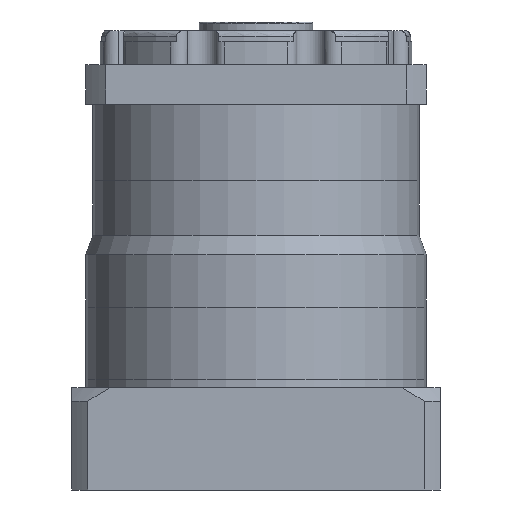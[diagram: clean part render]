
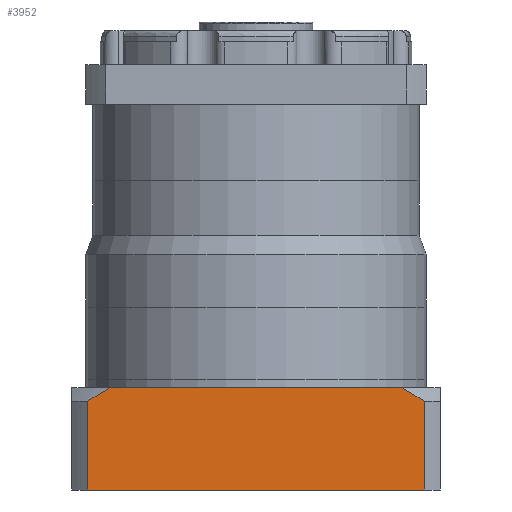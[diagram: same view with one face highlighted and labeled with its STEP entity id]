
A CAD part, front view. The second image highlights one B-rep face of the part: STEP entity #3952.
In plain terms, the highlighted planar face has unit normal (0, -1, 0).
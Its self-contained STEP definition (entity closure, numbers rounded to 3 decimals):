
#685 = EDGE_LOOP ( 'NONE', ( #6428, #11352, #9548, #8029, #5501, #5509 ) ) ;
#733 = B_SPLINE_CURVE_WITH_KNOTS ( 'NONE', 3,
 ( #9952, #4512, #5431, #11741 ),
 .UNSPECIFIED., .F., .F.,
 ( 4, 4 ),
 ( 0., 0.009 ),
 .UNSPECIFIED. ) ;
#848 = VECTOR ( 'NONE', #9680, 1000. ) ;
#917 = EDGE_CURVE ( 'NONE', #8665, #9451, #3350, .T. ) ;
#1028 = LINE ( 'NONE', #7690, #3240 ) ;
#1498 = DIRECTION ( 'NONE',  ( 0., 0., 1. ) ) ;
#1887 = CARTESIAN_POINT ( 'NONE',  ( 59.321, -65., -36. ) ) ;
#2057 = CARTESIAN_POINT ( 'NONE',  ( 59.321, -65., -4.663 ) ) ;
#2092 = EDGE_CURVE ( 'NONE', #4733, #5241, #1028, .T. ) ;
#2108 = CARTESIAN_POINT ( 'NONE',  ( -59.321, -65., -36. ) ) ;
#2297 = FACE_OUTER_BOUND ( 'NONE', #685, .T. ) ;
#2301 = EDGE_CURVE ( 'NONE', #8665, #4733, #10070, .T. ) ;
#2406 = CARTESIAN_POINT ( 'NONE',  ( -51.614, -65., 0. ) ) ;
#2443 = AXIS2_PLACEMENT_3D ( 'NONE', #4957, #11119, #11143 ) ;
#2462 = CARTESIAN_POINT ( 'NONE',  ( 59.321, -65., -36. ) ) ;
#2964 = CARTESIAN_POINT ( 'NONE',  ( 56.779, -65., -3.064 ) ) ;
#3240 = VECTOR ( 'NONE', #1498, 1000. ) ;
#3350 = LINE ( 'NONE', #8906, #848 ) ;
#3614 = LINE ( 'NONE', #5664, #8199 ) ;
#3952 = ADVANCED_FACE ( 'NONE', ( #2297 ), #10798, .F. ) ;
#4092 = CARTESIAN_POINT ( 'NONE',  ( 51.614, -65., 0. ) ) ;
#4512 = CARTESIAN_POINT ( 'NONE',  ( -54.212, -65., -1.507 ) ) ;
#4733 = VERTEX_POINT ( 'NONE', #2108 ) ;
#4957 = CARTESIAN_POINT ( 'NONE',  ( 59.321, -65., -36. ) ) ;
#5241 = VERTEX_POINT ( 'NONE', #11358 ) ;
#5431 = CARTESIAN_POINT ( 'NONE',  ( -56.779, -65., -3.064 ) ) ;
#5501 = ORIENTED_EDGE ( 'NONE', *, *, #2092, .F. ) ;
#5509 = ORIENTED_EDGE ( 'NONE', *, *, #2301, .F. ) ;
#5659 = CARTESIAN_POINT ( 'NONE',  ( 59.321, -65., -4.663 ) ) ;
#5664 = CARTESIAN_POINT ( 'NONE',  ( 59.321, -65., 0. ) ) ;
#5851 = CARTESIAN_POINT ( 'NONE',  ( 51.614, -65., 0. ) ) ;
#5906 = DIRECTION ( 'NONE',  ( -1., 0., 0. ) ) ;
#6021 = EDGE_CURVE ( 'NONE', #9135, #5241, #733, .T. ) ;
#6428 = ORIENTED_EDGE ( 'NONE', *, *, #917, .T. ) ;
#6563 = DIRECTION ( 'NONE',  ( -1., 0., 0. ) ) ;
#7475 = B_SPLINE_CURVE_WITH_KNOTS ( 'NONE', 3,
 ( #2057, #2964, #9562, #4092 ),
 .UNSPECIFIED., .F., .F.,
 ( 4, 4 ),
 ( 0., 0.009 ),
 .UNSPECIFIED. ) ;
#7690 = CARTESIAN_POINT ( 'NONE',  ( -59.321, -65., -36. ) ) ;
#8029 = ORIENTED_EDGE ( 'NONE', *, *, #6021, .T. ) ;
#8199 = VECTOR ( 'NONE', #6563, 1000. ) ;
#8665 = VERTEX_POINT ( 'NONE', #2462 ) ;
#8906 = CARTESIAN_POINT ( 'NONE',  ( 59.321, -65., -36. ) ) ;
#9135 = VERTEX_POINT ( 'NONE', #2406 ) ;
#9451 = VERTEX_POINT ( 'NONE', #5659 ) ;
#9548 = ORIENTED_EDGE ( 'NONE', *, *, #10994, .T. ) ;
#9562 = CARTESIAN_POINT ( 'NONE',  ( 54.212, -65., -1.507 ) ) ;
#9566 = VERTEX_POINT ( 'NONE', #5851 ) ;
#9680 = DIRECTION ( 'NONE',  ( 0., 0., 1. ) ) ;
#9794 = VECTOR ( 'NONE', #5906, 1000. ) ;
#9952 = CARTESIAN_POINT ( 'NONE',  ( -51.614, -65., 0. ) ) ;
#10070 = LINE ( 'NONE', #1887, #9794 ) ;
#10798 = PLANE ( 'NONE',  #2443 ) ;
#10994 = EDGE_CURVE ( 'NONE', #9566, #9135, #3614, .T. ) ;
#11119 = DIRECTION ( 'NONE',  ( 0., 1., 0. ) ) ;
#11143 = DIRECTION ( 'NONE',  ( 0., 0., 1. ) ) ;
#11352 = ORIENTED_EDGE ( 'NONE', *, *, #11777, .T. ) ;
#11358 = CARTESIAN_POINT ( 'NONE',  ( -59.321, -65., -4.663 ) ) ;
#11741 = CARTESIAN_POINT ( 'NONE',  ( -59.321, -65., -4.663 ) ) ;
#11777 = EDGE_CURVE ( 'NONE', #9451, #9566, #7475, .T. ) ;
